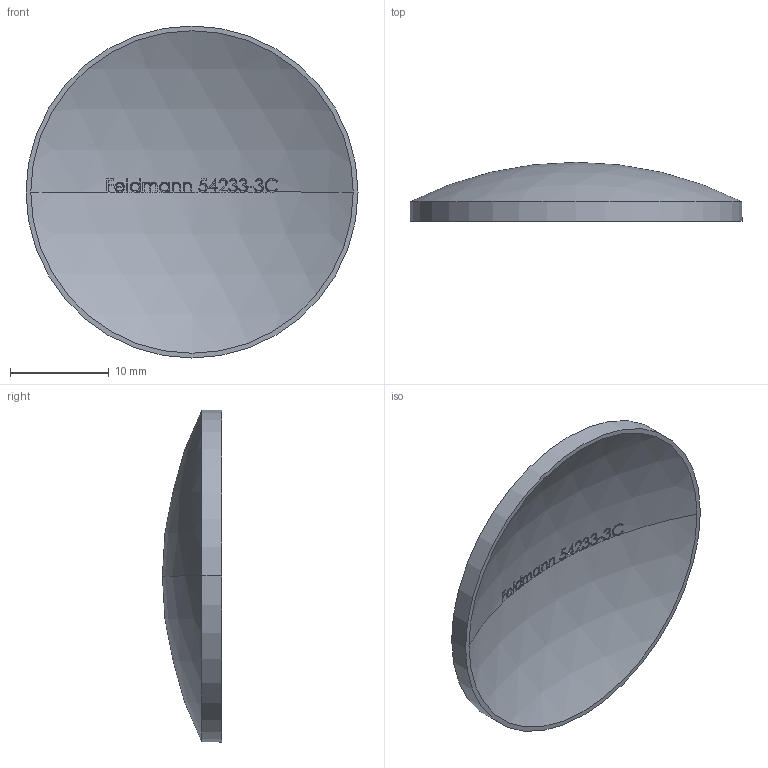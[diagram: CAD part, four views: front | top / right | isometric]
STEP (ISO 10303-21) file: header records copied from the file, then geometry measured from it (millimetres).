
FILE_DESCRIPTION (( 'STEP AP203' ), '1' );
FILE_NAME ('54233-3C.step', '2018-12-11T12:11:40', ( '' ), ( '' ), 'SwSTEP 2.0', 'SolidWorks 2015', '' );
FILE_SCHEMA (( 'CONFIG_CONTROL_DESIGN' ));
Length unit declared in the file: millimetre
Products named in the file (1): 54233-3C
Bounding box: 33.7 x 6 x 33.7 mm (x, y, z)
Volume: 1883.9 mm3; surface area: 2105.5 mm2
Topology: 1 solids, 1 shells, 248 faces, 694 edges, 454 vertices
Faces by surface type: bspline 113, plane 95, sphere 38, cylinder 2
Entity records: 13503 total; most frequent: CARTESIAN_POINT 7723, ORIENTED_EDGE 1388, DIRECTION 907, EDGE_CURVE 694, VERTEX_POINT 454, AXIS2_PLACEMENT_3D 349, B_SPLINE_CURVE_WITH_KNOTS 272, EDGE_LOOP 254
